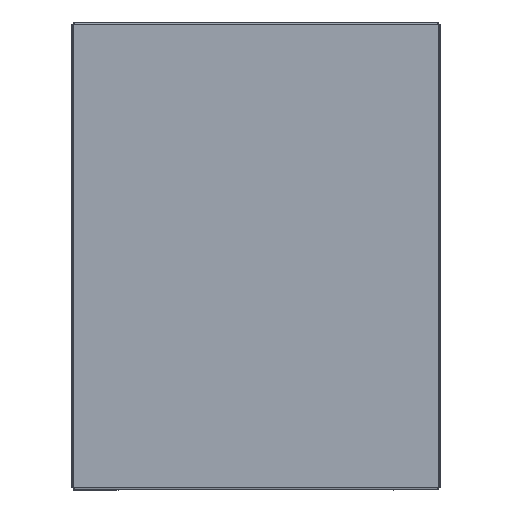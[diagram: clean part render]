
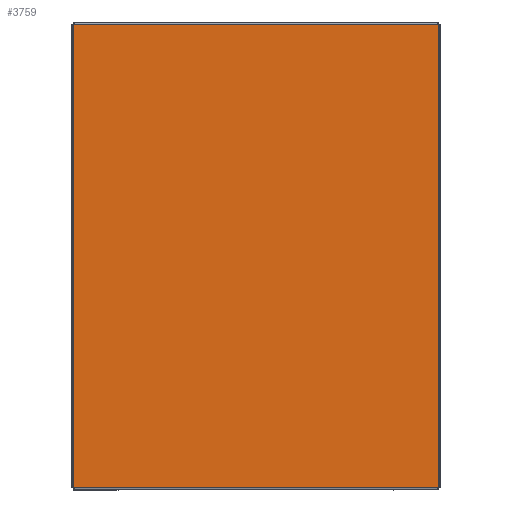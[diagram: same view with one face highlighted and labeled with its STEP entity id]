
A CAD part, left-side view. The second image highlights one B-rep face of the part: STEP entity #3759.
In plain terms, the highlighted planar face has unit normal (-1, 0, 0).
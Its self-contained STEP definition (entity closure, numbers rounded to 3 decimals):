
#13 = EDGE_CURVE ( 'NONE', #1309, #1464, #248, .T. ) ;
#33 = DIRECTION ( 'NONE',  ( 0., -1., 0. ) ) ;
#42 = LINE ( 'NONE', #1962, #1329 ) ;
#67 = ORIENTED_EDGE ( 'NONE', *, *, #2283, .T. ) ;
#70 = CARTESIAN_POINT ( 'NONE',  ( 0., 0., -251.257 ) ) ;
#107 = DIRECTION ( 'NONE',  ( 0., 1., 0. ) ) ;
#111 = ORIENTED_EDGE ( 'NONE', *, *, #13, .F. ) ;
#238 = EDGE_CURVE ( 'NONE', #3232, #259, #1892, .T. ) ;
#248 = LINE ( 'NONE', #1084, #3067 ) ;
#259 = VERTEX_POINT ( 'NONE', #2955 ) ;
#266 = ORIENTED_EDGE ( 'NONE', *, *, #3462, .T. ) ;
#295 = VECTOR ( 'NONE', #368, 1000. ) ;
#300 = DIRECTION ( 'NONE',  ( 0., 1., 0. ) ) ;
#347 = CARTESIAN_POINT ( 'NONE',  ( 0., 199.5, 251. ) ) ;
#368 = DIRECTION ( 'NONE',  ( 0., 0., 1. ) ) ;
#460 = LINE ( 'NONE', #3307, #2103 ) ;
#548 = VECTOR ( 'NONE', #646, 1000. ) ;
#550 = LINE ( 'NONE', #70, #1244 ) ;
#635 = EDGE_CURVE ( 'NONE', #2123, #259, #1801, .T. ) ;
#646 = DIRECTION ( 'NONE',  ( 0., -1., 0. ) ) ;
#892 = VERTEX_POINT ( 'NONE', #1879 ) ;
#917 = LINE ( 'NONE', #1927, #3151 ) ;
#920 = CARTESIAN_POINT ( 'NONE',  ( 0., 0., 0. ) ) ;
#983 = VERTEX_POINT ( 'NONE', #2012 ) ;
#1004 = VECTOR ( 'NONE', #1706, 1000. ) ;
#1029 = VERTEX_POINT ( 'NONE', #1044 ) ;
#1044 = CARTESIAN_POINT ( 'NONE',  ( 0., 197.257, -251. ) ) ;
#1051 = AXIS2_PLACEMENT_3D ( 'NONE', #920, #3562, #1251 ) ;
#1084 = CARTESIAN_POINT ( 'NONE',  ( 0., -199.5, 251. ) ) ;
#1129 = VERTEX_POINT ( 'NONE', #1720 ) ;
#1244 = VECTOR ( 'NONE', #33, 1000. ) ;
#1251 = DIRECTION ( 'NONE',  ( 0., 0., 1. ) ) ;
#1269 = CARTESIAN_POINT ( 'NONE',  ( 0., 197., -251. ) ) ;
#1309 = VERTEX_POINT ( 'NONE', #2221 ) ;
#1329 = VECTOR ( 'NONE', #2001, 1000. ) ;
#1380 = CARTESIAN_POINT ( 'NONE',  ( 0., 197., -251. ) ) ;
#1464 = VERTEX_POINT ( 'NONE', #3776 ) ;
#1473 = FACE_OUTER_BOUND ( 'NONE', #2037, .T. ) ;
#1556 = ORIENTED_EDGE ( 'NONE', *, *, #2693, .T. ) ;
#1561 = DIRECTION ( 'NONE',  ( 0., 0., 1. ) ) ;
#1562 = LINE ( 'NONE', #347, #548 ) ;
#1589 = ORIENTED_EDGE ( 'NONE', *, *, #635, .T. ) ;
#1706 = DIRECTION ( 'NONE',  ( 0., 0., -1. ) ) ;
#1720 = CARTESIAN_POINT ( 'NONE',  ( 0., -197.257, -251. ) ) ;
#1801 = LINE ( 'NONE', #3240, #1891 ) ;
#1879 = CARTESIAN_POINT ( 'NONE',  ( 0., 197., -251.257 ) ) ;
#1891 = VECTOR ( 'NONE', #300, 1000. ) ;
#1892 = LINE ( 'NONE', #2676, #295 ) ;
#1927 = CARTESIAN_POINT ( 'NONE',  ( 0., 197.257, 0. ) ) ;
#1962 = CARTESIAN_POINT ( 'NONE',  ( 0., -197.257, 0. ) ) ;
#1966 = ORIENTED_EDGE ( 'NONE', *, *, #3059, .F. ) ;
#2001 = DIRECTION ( 'NONE',  ( 0., 0., 1. ) ) ;
#2012 = CARTESIAN_POINT ( 'NONE',  ( 0., 197.257, 251. ) ) ;
#2037 = EDGE_LOOP ( 'NONE', ( #2640, #1589, #2853, #1966, #67, #2147, #3033, #1556, #3002, #3419, #266, #111 ) ) ;
#2064 = LINE ( 'NONE', #2826, #1004 ) ;
#2097 = EDGE_CURVE ( 'NONE', #1129, #3743, #3566, .T. ) ;
#2103 = VECTOR ( 'NONE', #1561, 1000. ) ;
#2123 = VERTEX_POINT ( 'NONE', #3267 ) ;
#2139 = CARTESIAN_POINT ( 'NONE',  ( 0., 197., 251. ) ) ;
#2147 = ORIENTED_EDGE ( 'NONE', *, *, #2196, .F. ) ;
#2154 = LINE ( 'NONE', #1269, #2827 ) ;
#2196 = EDGE_CURVE ( 'NONE', #3585, #1029, #2154, .T. ) ;
#2221 = CARTESIAN_POINT ( 'NONE',  ( 0., -197., 251. ) ) ;
#2283 = EDGE_CURVE ( 'NONE', #983, #1029, #917, .T. ) ;
#2324 = LINE ( 'NONE', #2929, #2909 ) ;
#2327 = CARTESIAN_POINT ( 'NONE',  ( 0., -197., -251. ) ) ;
#2346 = DIRECTION ( 'NONE',  ( 0., 1., 0. ) ) ;
#2376 = CARTESIAN_POINT ( 'NONE',  ( 0., -197., -251. ) ) ;
#2487 = EDGE_CURVE ( 'NONE', #2123, #1309, #2064, .T. ) ;
#2495 = DIRECTION ( 'NONE',  ( 0., -1., 0. ) ) ;
#2568 = VECTOR ( 'NONE', #2346, 1000. ) ;
#2640 = ORIENTED_EDGE ( 'NONE', *, *, #2487, .F. ) ;
#2676 = CARTESIAN_POINT ( 'NONE',  ( 0., 197., 251. ) ) ;
#2693 = EDGE_CURVE ( 'NONE', #892, #3349, #550, .T. ) ;
#2826 = CARTESIAN_POINT ( 'NONE',  ( 0., -197., 251. ) ) ;
#2827 = VECTOR ( 'NONE', #107, 1000. ) ;
#2844 = EDGE_CURVE ( 'NONE', #892, #3585, #460, .T. ) ;
#2853 = ORIENTED_EDGE ( 'NONE', *, *, #238, .F. ) ;
#2908 = PLANE ( 'NONE',  #1051 ) ;
#2909 = VECTOR ( 'NONE', #3521, 1000. ) ;
#2929 = CARTESIAN_POINT ( 'NONE',  ( 0., -197., -253.5 ) ) ;
#2955 = CARTESIAN_POINT ( 'NONE',  ( 0., 197., 251.257 ) ) ;
#3002 = ORIENTED_EDGE ( 'NONE', *, *, #3670, .F. ) ;
#3033 = ORIENTED_EDGE ( 'NONE', *, *, #2844, .F. ) ;
#3059 = EDGE_CURVE ( 'NONE', #983, #3232, #1562, .T. ) ;
#3067 = VECTOR ( 'NONE', #2495, 1000. ) ;
#3151 = VECTOR ( 'NONE', #3365, 1000. ) ;
#3232 = VERTEX_POINT ( 'NONE', #2139 ) ;
#3240 = CARTESIAN_POINT ( 'NONE',  ( 0., 0., 251.257 ) ) ;
#3267 = CARTESIAN_POINT ( 'NONE',  ( 0., -197., 251.257 ) ) ;
#3307 = CARTESIAN_POINT ( 'NONE',  ( 0., 197., -253.5 ) ) ;
#3349 = VERTEX_POINT ( 'NONE', #3386 ) ;
#3365 = DIRECTION ( 'NONE',  ( 0., 0., -1. ) ) ;
#3386 = CARTESIAN_POINT ( 'NONE',  ( 0., -197., -251.257 ) ) ;
#3419 = ORIENTED_EDGE ( 'NONE', *, *, #2097, .F. ) ;
#3462 = EDGE_CURVE ( 'NONE', #1129, #1464, #42, .T. ) ;
#3521 = DIRECTION ( 'NONE',  ( 0., 0., -1. ) ) ;
#3562 = DIRECTION ( 'NONE',  ( -1., 0., 0. ) ) ;
#3566 = LINE ( 'NONE', #2376, #2568 ) ;
#3585 = VERTEX_POINT ( 'NONE', #1380 ) ;
#3670 = EDGE_CURVE ( 'NONE', #3743, #3349, #2324, .T. ) ;
#3743 = VERTEX_POINT ( 'NONE', #2327 ) ;
#3759 = ADVANCED_FACE ( 'NONE', ( #1473 ), #2908, .T. ) ;
#3776 = CARTESIAN_POINT ( 'NONE',  ( 0., -197.257, 251. ) ) ;
